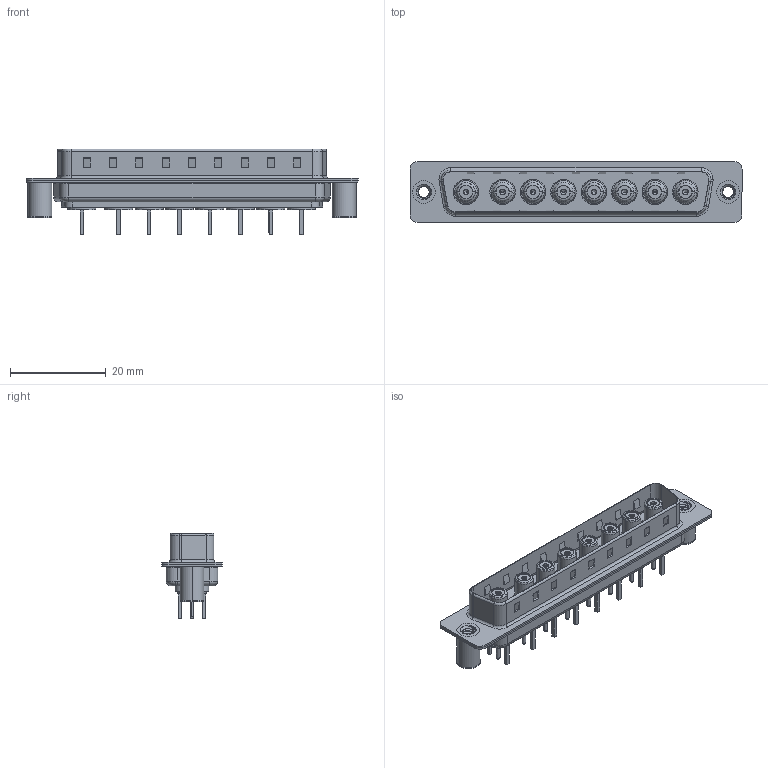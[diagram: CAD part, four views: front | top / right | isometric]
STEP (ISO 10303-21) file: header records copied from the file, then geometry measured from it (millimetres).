
FILE_DESCRIPTION (( 'STEP AP203' ), '1' );
FILE_NAME ('627-8W8-224-5T3.STEP', '2019-05-28T04:12:34', ( '' ), ( '' ), 'SwSTEP 2.0', 'SolidWorks 2016', '' );
FILE_SCHEMA (( 'CONFIG_CONTROL_DESIGN' ));
Length unit declared in the file: millimetre
Products named in the file (11): Socket_Str; Insulator Socket; Locking Collar; 627Combo Housing_8W8; Insulator Socket 2; Co-Ax Jack_Straight PC Tail; Co-Ax Jack Assy_S; 627Combo Shell Rear_37 Contacts; 627Combo Threaded Board Spacer_3; 627-8W8-224-5T3; 627Combo Shell Front_37 Contacts
Assembly tree (18 placements, depth 3):
  627-8W8-224-5T3
    627Combo Housing_8W8
    627Combo Shell Rear_37 Contacts
    627Combo Shell Front_37 Contacts
    627Combo Threaded Board Spacer_3  x2
    Co-Ax Jack Assy_S  x8
      Co-Ax Jack_Straight PC Tail
      Insulator Socket
      Insulator Socket 2
      Locking Collar
      Socket_Str
Bounding box: 69.3 x 12.6 x 17.9 mm (x, y, z)
Volume: 4075 mm3; surface area: 12725.7 mm2
Topology: 45 solids, 45 shells, 1334 faces, 3133 edges, 1964 vertices
Faces by surface type: plane 579, cylinder 541, cone 90, torus 86, bspline 22, sphere 16
Entity records: 19227 total; most frequent: CARTESIAN_POINT 4576, DIRECTION 2872, ORIENTED_EDGE 2690, EDGE_CURVE 1345, AXIS2_PLACEMENT_3D 1043, VERTEX_POINT 851, LINE 786, VECTOR 786
